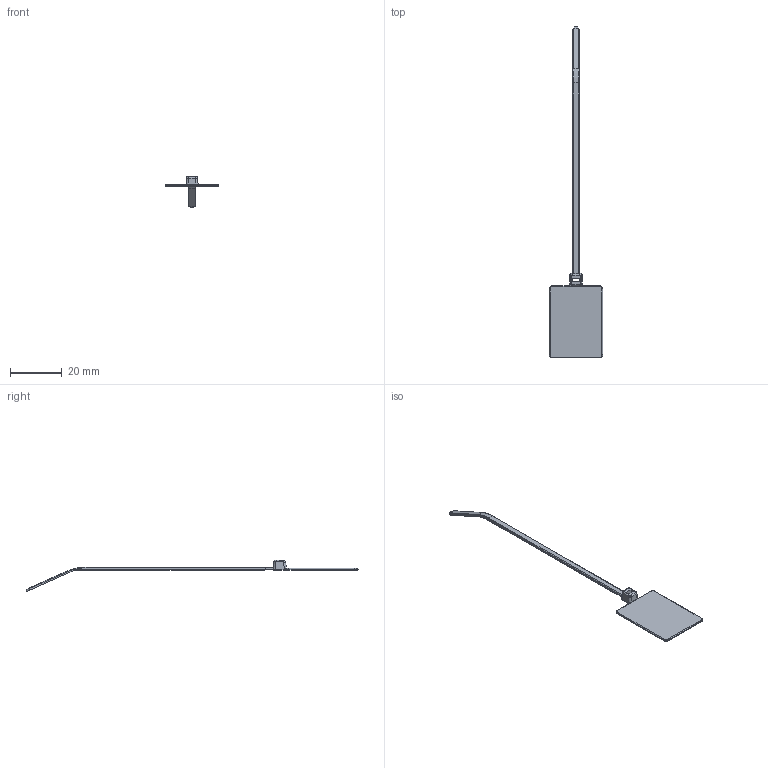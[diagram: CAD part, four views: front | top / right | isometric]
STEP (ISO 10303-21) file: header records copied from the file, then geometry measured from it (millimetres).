
FILE_DESCRIPTION(/* description */ (''),/* implementation_level */ '2;1');
FILE_NAME(/* name */ 'PANDUIT_PLF1MA.stp',/* time_stamp */ '2019-04-03T13:08:19-05:00',/* author */ (''),/* organization */ (''),/* preprocessor_version */ 'ST-DEVELOPER v16',/* originating_system */ 'SIEMENS PLM Software NX 11.0',/* authorisation */ '');
FILE_SCHEMA (('AP203_CONFIGURATION_CONTROLLED_3D_DESIGN_OF_MECHANICAL_PARTS_AND_ASSEMBLIES_MIM_LF { 1 0 10303 403 2 1 2}'));
Bounding box: 20.62 x 128.71 x 12.3 mm (x, y, z)
Volume: 716.4 mm3; surface area: 1968 mm2
Topology: 1 solids, 1 shells, 128 faces, 318 edges, 191 vertices
Faces by surface type: plane 47, cylinder 45, bspline 15, extrusion 9, torus 8, revolution 4
Entity records: 4319 total; most frequent: CRTPNT 1205, ORNEDG 634, DRCTN 633, EDGCRV 317, A2PL3D 233, VRTPNT 191, VECTOR 163, LINE 154
